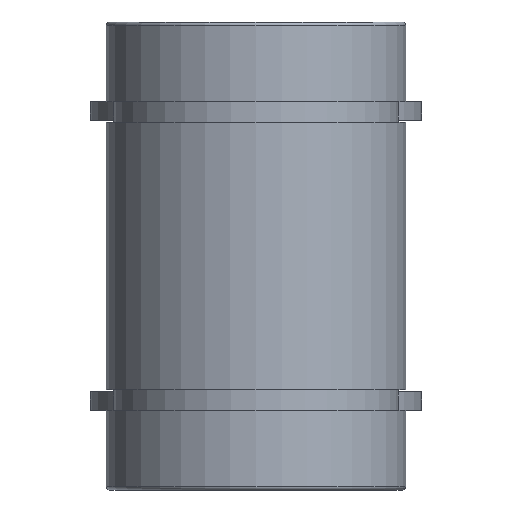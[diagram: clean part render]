
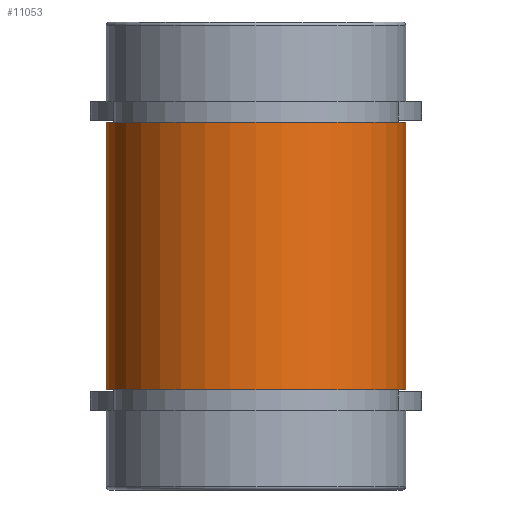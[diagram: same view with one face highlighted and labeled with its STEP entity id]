
A CAD part, front view. The second image highlights one B-rep face of the part: STEP entity #11053.
In plain terms, the highlighted cylindrical face has radius 8 mm (diameter 16 mm), a partial arc.
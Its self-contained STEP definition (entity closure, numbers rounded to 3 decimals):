
#1540 = EDGE_CURVE ( 'NONE', #1645, #1542, #34901, .T. ) ;
#1542 = VERTEX_POINT ( 'NONE', #34896 ) ;
#1587 = VERTEX_POINT ( 'NONE', #34936 ) ;
#1593 = EDGE_CURVE ( 'NONE', #1674, #1587, #34929, .T. ) ;
#1645 = VERTEX_POINT ( 'NONE', #34975 ) ;
#1674 = VERTEX_POINT ( 'NONE', #34992 ) ;
#11039 = ORIENTED_EDGE ( 'NONE', *, *, #1540, .T. ) ;
#11047 = EDGE_CURVE ( 'NONE', #1587, #1542, #18715, .T. ) ;
#11049 = ORIENTED_EDGE ( 'NONE', *, *, #11047, .F. ) ;
#11052 = ORIENTED_EDGE ( 'NONE', *, *, #11054, .T. ) ;
#11053 = ADVANCED_FACE ( 'NONE', ( #18754 ), #18751, .T. ) ;
#11054 = EDGE_CURVE ( 'NONE', #1674, #1645, #18748, .T. ) ;
#11055 = EDGE_LOOP ( 'NONE', ( #11056, #11052, #11039, #11049 ) ) ;
#11056 = ORIENTED_EDGE ( 'NONE', *, *, #1593, .F. ) ;
#18531 = CARTESIAN_POINT ( 'NONE',  ( 0., 0., -7.15 ) ) ;
#18711 = DIRECTION ( 'NONE',  ( -1., 0., 0. ) ) ;
#18712 = DIRECTION ( 'NONE',  ( 0., 0., -1. ) ) ;
#18714 = AXIS2_PLACEMENT_3D ( 'NONE', #18531, #18712, #18711 ) ;
#18715 = CIRCLE ( 'NONE', #18714, 8. ) ;
#18739 = DIRECTION ( 'NONE',  ( -1., 0., 0. ) ) ;
#18740 = DIRECTION ( 'NONE',  ( 0., 0., -1. ) ) ;
#18741 = CARTESIAN_POINT ( 'NONE',  ( 0., 0., 7.15 ) ) ;
#18742 = AXIS2_PLACEMENT_3D ( 'NONE', #18741, #18740, #18739 ) ;
#18744 = DIRECTION ( 'NONE',  ( -1., 0., 0. ) ) ;
#18745 = DIRECTION ( 'NONE',  ( 0., 0., -1. ) ) ;
#18746 = AXIS2_PLACEMENT_3D ( 'NONE', #18750, #18745, #18744 ) ;
#18748 = CIRCLE ( 'NONE', #18742, 8. ) ;
#18750 = CARTESIAN_POINT ( 'NONE',  ( 0., 0., 12.5 ) ) ;
#18751 = CYLINDRICAL_SURFACE ( 'NONE', #18746, 8. ) ;
#18754 = FACE_OUTER_BOUND ( 'NONE', #11055, .T. ) ;
#34896 = CARTESIAN_POINT ( 'NONE',  ( -8., 0., -7.15 ) ) ;
#34897 = DIRECTION ( 'NONE',  ( 0., 0., -1. ) ) ;
#34898 = VECTOR ( 'NONE', #34897, 1000. ) ;
#34899 = CARTESIAN_POINT ( 'NONE',  ( -8., 0., 12.5 ) ) ;
#34901 = LINE ( 'NONE', #34899, #34898 ) ;
#34926 = DIRECTION ( 'NONE',  ( 0., 0., -1. ) ) ;
#34927 = VECTOR ( 'NONE', #34926, 1000. ) ;
#34928 = CARTESIAN_POINT ( 'NONE',  ( 8., 0., 12.5 ) ) ;
#34929 = LINE ( 'NONE', #34928, #34927 ) ;
#34936 = CARTESIAN_POINT ( 'NONE',  ( 8., 0., -7.15 ) ) ;
#34975 = CARTESIAN_POINT ( 'NONE',  ( -8., 0., 7.15 ) ) ;
#34992 = CARTESIAN_POINT ( 'NONE',  ( 8., 0., 7.15 ) ) ;
